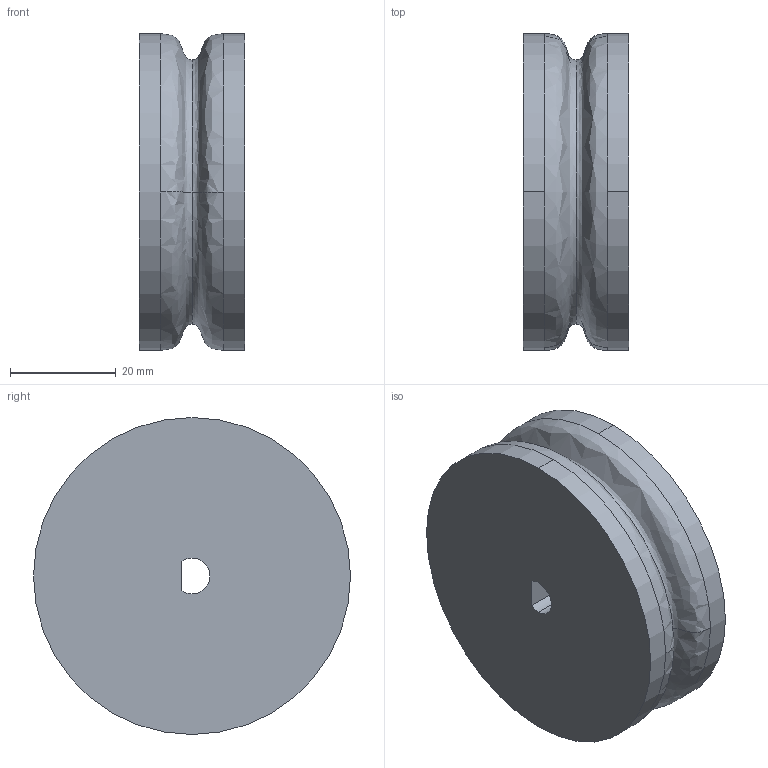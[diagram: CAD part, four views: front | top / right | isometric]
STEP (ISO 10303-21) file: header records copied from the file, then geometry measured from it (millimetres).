
FILE_DESCRIPTION (( 'STEP AP214' ), '1' );
FILE_NAME ('Small-scale pulley.STEP', '2023-07-28T15:11:03', ( '' ), ( '' ), 'SwSTEP 2.0', 'SolidWorks 2021', '' );
FILE_SCHEMA (( 'AUTOMOTIVE_DESIGN' ));
Length unit declared in the file: millimetre
Products named in the file (1): Small-scale pulley
Bounding box: 20 x 60 x 60 mm (x, y, z)
Volume: 52168.3 mm3; surface area: 10555.6 mm2
Topology: 1 solids, 1 shells, 14 faces, 34 edges, 22 vertices
Faces by surface type: cylinder 7, bspline 4, plane 3
Entity records: 508 total; most frequent: CARTESIAN_POINT 143, DIRECTION 72, ORIENTED_EDGE 68, EDGE_CURVE 34, AXIS2_PLACEMENT_3D 31, VERTEX_POINT 22, CIRCLE 20, EDGE_LOOP 16
